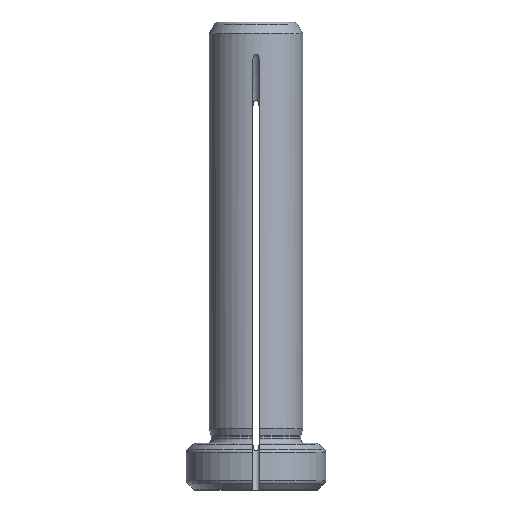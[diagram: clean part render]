
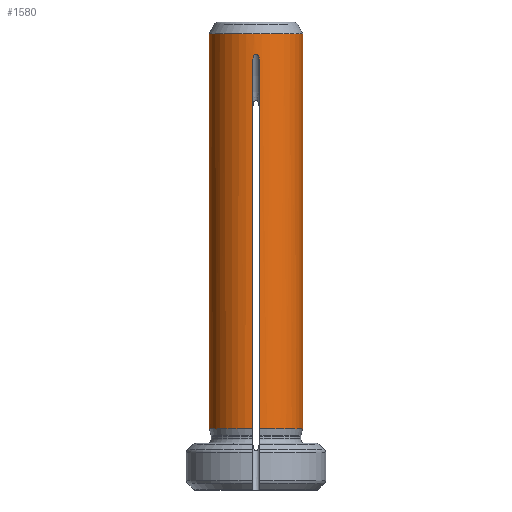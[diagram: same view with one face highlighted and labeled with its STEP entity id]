
A CAD part, front view. The second image highlights one B-rep face of the part: STEP entity #1580.
In plain terms, the highlighted cylindrical face has radius 2.999 mm (diameter 5.997 mm), a full revolution.
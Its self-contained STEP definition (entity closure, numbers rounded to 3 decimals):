
#48=LINE('',#2407,#104);
#53=LINE('',#2449,#109);
#62=LINE('',#2639,#118);
#67=LINE('',#2681,#123);
#76=LINE('',#2854,#132);
#81=LINE('',#2896,#137);
#90=LINE('',#3012,#146);
#91=LINE('',#3024,#147);
#104=VECTOR('',#1877,1000.);
#109=VECTOR('',#1884,1000.);
#118=VECTOR('',#1969,1000.);
#123=VECTOR('',#1976,1000.);
#132=VECTOR('',#2061,1000.);
#137=VECTOR('',#2068,1000.);
#146=VECTOR('',#2135,1000.);
#147=VECTOR('',#2136,1000.);
#159=CYLINDRICAL_SURFACE('',#1755,2.999);
#221=B_SPLINE_CURVE_WITH_KNOTS('',3,(#2370,#2371,#2372,#2373,#2374,#2375,
#2376,#2377,#2378),.UNSPECIFIED.,.F.,.F.,(4,1,1,1,1,1,4),(0.,0.,
0.,0.001,0.001,0.001,
0.001),.UNSPECIFIED.);
#251=B_SPLINE_CURVE_WITH_KNOTS('',3,(#2602,#2603,#2604,#2605,#2606,#2607,
#2608,#2609,#2610),.UNSPECIFIED.,.F.,.F.,(4,1,1,1,1,1,4),(0.,0.,
0.,0.001,0.001,0.001,
0.001),.UNSPECIFIED.);
#277=B_SPLINE_CURVE_WITH_KNOTS('',3,(#2817,#2818,#2819,#2820,#2821,#2822,
#2823,#2824,#2825),.UNSPECIFIED.,.F.,.F.,(4,1,1,1,1,1,4),(0.,0.,
0.,0.001,0.001,0.001,
0.001),.UNSPECIFIED.);
#300=B_SPLINE_CURVE_WITH_KNOTS('',3,(#3014,#3015,#3016,#3017,#3018,#3019,
#3020,#3021,#3022),.UNSPECIFIED.,.F.,.F.,(4,1,1,1,1,1,4),(0.,0.,
0.,0.001,0.001,0.001,
0.001),.UNSPECIFIED.);
#704=ORIENTED_EDGE('',*,*,#1028,.T.);
#705=ORIENTED_EDGE('',*,*,#879,.T.);
#706=ORIENTED_EDGE('',*,*,#859,.T.);
#707=ORIENTED_EDGE('',*,*,#851,.T.);
#708=ORIENTED_EDGE('',*,*,#871,.F.);
#709=ORIENTED_EDGE('',*,*,#798,.T.);
#710=ORIENTED_EDGE('',*,*,#1029,.T.);
#711=ORIENTED_EDGE('',*,*,#1030,.T.);
#712=ORIENTED_EDGE('',*,*,#1031,.F.);
#713=ORIENTED_EDGE('',*,*,#999,.T.);
#714=ORIENTED_EDGE('',*,*,#983,.T.);
#715=ORIENTED_EDGE('',*,*,#975,.T.);
#716=ORIENTED_EDGE('',*,*,#995,.F.);
#717=ORIENTED_EDGE('',*,*,#939,.T.);
#718=ORIENTED_EDGE('',*,*,#923,.T.);
#719=ORIENTED_EDGE('',*,*,#915,.T.);
#720=ORIENTED_EDGE('',*,*,#935,.F.);
#798=EDGE_CURVE('',#1046,#1045,#1211,.T.);
#851=EDGE_CURVE('',#1092,#1091,#221,.T.);
#859=EDGE_CURVE('',#1097,#1092,#48,.T.);
#871=EDGE_CURVE('',#1046,#1091,#53,.T.);
#879=EDGE_CURVE('',#1107,#1097,#1238,.T.);
#915=EDGE_CURVE('',#1133,#1132,#251,.T.);
#923=EDGE_CURVE('',#1138,#1133,#62,.T.);
#935=EDGE_CURVE('',#1107,#1132,#67,.T.);
#939=EDGE_CURVE('',#1147,#1138,#1258,.T.);
#975=EDGE_CURVE('',#1173,#1172,#277,.T.);
#983=EDGE_CURVE('',#1178,#1173,#76,.T.);
#995=EDGE_CURVE('',#1147,#1172,#81,.T.);
#999=EDGE_CURVE('',#1187,#1178,#1278,.T.);
#1028=EDGE_CURVE('',#1201,#1201,#1288,.T.);
#1029=EDGE_CURVE('',#1045,#1202,#90,.T.);
#1030=EDGE_CURVE('',#1202,#1203,#300,.T.);
#1031=EDGE_CURVE('',#1187,#1203,#91,.T.);
#1045=VERTEX_POINT('',#2184);
#1046=VERTEX_POINT('',#2186);
#1091=VERTEX_POINT('',#2369);
#1092=VERTEX_POINT('',#2379);
#1097=VERTEX_POINT('',#2408);
#1107=VERTEX_POINT('',#2473);
#1132=VERTEX_POINT('',#2601);
#1133=VERTEX_POINT('',#2611);
#1138=VERTEX_POINT('',#2640);
#1147=VERTEX_POINT('',#2688);
#1172=VERTEX_POINT('',#2816);
#1173=VERTEX_POINT('',#2826);
#1178=VERTEX_POINT('',#2855);
#1187=VERTEX_POINT('',#2903);
#1201=VERTEX_POINT('',#3011);
#1202=VERTEX_POINT('',#3013);
#1203=VERTEX_POINT('',#3023);
#1211=CIRCLE('',#1606,2.999);
#1238=CIRCLE('',#1652,2.999);
#1258=CIRCLE('',#1691,2.999);
#1278=CIRCLE('',#1730,2.999);
#1288=CIRCLE('',#1756,2.999);
#1375=EDGE_LOOP('',(#704));
#1376=EDGE_LOOP('',(#705,#706,#707,#708,#709,#710,#711,#712,#713,#714,#715,
#716,#717,#718,#719,#720));
#1471=FACE_BOUND('',#1375,.T.);
#1472=FACE_BOUND('',#1376,.T.);
#1580=ADVANCED_FACE('',(#1471,#1472),#159,.T.);
#1606=AXIS2_PLACEMENT_3D('',#2185,#1781,#1782);
#1652=AXIS2_PLACEMENT_3D('',#2472,#1891,#1892);
#1691=AXIS2_PLACEMENT_3D('',#2687,#1983,#1984);
#1730=AXIS2_PLACEMENT_3D('',#2902,#2075,#2076);
#1755=AXIS2_PLACEMENT_3D('',#3009,#2131,#2132);
#1756=AXIS2_PLACEMENT_3D('',#3010,#2133,#2134);
#1781=DIRECTION('',(0.,0.,1.));
#1782=DIRECTION('',(1.,0.,0.));
#1877=DIRECTION('',(0.,0.,1.));
#1884=DIRECTION('',(0.,0.,1.));
#1891=DIRECTION('',(0.,0.,1.));
#1892=DIRECTION('',(1.,0.,0.));
#1969=DIRECTION('',(0.,0.,1.));
#1976=DIRECTION('',(0.,0.,1.));
#1983=DIRECTION('',(0.,0.,1.));
#1984=DIRECTION('',(1.,0.,0.));
#2061=DIRECTION('',(0.,0.,1.));
#2068=DIRECTION('',(0.,0.,1.));
#2075=DIRECTION('',(0.,0.,1.));
#2076=DIRECTION('',(1.,0.,0.));
#2131=DIRECTION('',(0.,0.,1.));
#2132=DIRECTION('',(1.,0.,0.));
#2133=DIRECTION('',(0.,0.,-1.));
#2134=DIRECTION('',(-1.,0.,0.));
#2135=DIRECTION('',(0.,0.,1.));
#2136=DIRECTION('',(0.,0.,1.));
#2184=CARTESIAN_POINT('',(2.99,-0.225,0.936));
#2185=CARTESIAN_POINT('',(0.,0.,0.936));
#2186=CARTESIAN_POINT('',(0.225,-2.99,0.936));
#2369=CARTESIAN_POINT('',(0.225,-2.99,24.486));
#2370=CARTESIAN_POINT('',(-0.225,-2.99,24.486));
#2371=CARTESIAN_POINT('',(-0.225,-2.99,24.577));
#2372=CARTESIAN_POINT('',(-0.204,-2.992,24.713));
#2373=CARTESIAN_POINT('',(-0.127,-2.997,24.876));
#2374=CARTESIAN_POINT('',(0.,-3.,24.964));
#2375=CARTESIAN_POINT('',(0.127,-2.997,24.876));
#2376=CARTESIAN_POINT('',(0.204,-2.992,24.712));
#2377=CARTESIAN_POINT('',(0.225,-2.99,24.577));
#2378=CARTESIAN_POINT('',(0.225,-2.99,24.486));
#2379=CARTESIAN_POINT('',(-0.225,-2.99,24.486));
#2407=CARTESIAN_POINT('',(-0.225,-2.99,0.));
#2408=CARTESIAN_POINT('',(-0.225,-2.99,0.936));
#2449=CARTESIAN_POINT('',(0.225,-2.99,0.));
#2472=CARTESIAN_POINT('',(0.,0.,0.936));
#2473=CARTESIAN_POINT('',(-2.99,-0.225,0.936));
#2601=CARTESIAN_POINT('',(-2.99,-0.225,24.486));
#2602=CARTESIAN_POINT('',(-2.99,0.225,24.486));
#2603=CARTESIAN_POINT('',(-2.99,0.225,24.577));
#2604=CARTESIAN_POINT('',(-2.992,0.204,24.713));
#2605=CARTESIAN_POINT('',(-2.997,0.127,24.876));
#2606=CARTESIAN_POINT('',(-3.,0.,24.964));
#2607=CARTESIAN_POINT('',(-2.997,-0.127,24.876));
#2608=CARTESIAN_POINT('',(-2.992,-0.204,24.712));
#2609=CARTESIAN_POINT('',(-2.99,-0.225,24.577));
#2610=CARTESIAN_POINT('',(-2.99,-0.225,24.486));
#2611=CARTESIAN_POINT('',(-2.99,0.225,24.486));
#2639=CARTESIAN_POINT('',(-2.99,0.225,0.));
#2640=CARTESIAN_POINT('',(-2.99,0.225,0.936));
#2681=CARTESIAN_POINT('',(-2.99,-0.225,0.));
#2687=CARTESIAN_POINT('',(0.,0.,0.936));
#2688=CARTESIAN_POINT('',(-0.225,2.99,0.936));
#2816=CARTESIAN_POINT('',(-0.225,2.99,24.486));
#2817=CARTESIAN_POINT('',(0.225,2.99,24.486));
#2818=CARTESIAN_POINT('',(0.225,2.99,24.577));
#2819=CARTESIAN_POINT('',(0.204,2.992,24.713));
#2820=CARTESIAN_POINT('',(0.127,2.997,24.876));
#2821=CARTESIAN_POINT('',(0.,3.,24.964));
#2822=CARTESIAN_POINT('',(-0.127,2.997,24.876));
#2823=CARTESIAN_POINT('',(-0.204,2.992,24.712));
#2824=CARTESIAN_POINT('',(-0.225,2.99,24.577));
#2825=CARTESIAN_POINT('',(-0.225,2.99,24.486));
#2826=CARTESIAN_POINT('',(0.225,2.99,24.486));
#2854=CARTESIAN_POINT('',(0.225,2.99,0.));
#2855=CARTESIAN_POINT('',(0.225,2.99,0.936));
#2896=CARTESIAN_POINT('',(-0.225,2.99,0.));
#2902=CARTESIAN_POINT('',(0.,0.,0.936));
#2903=CARTESIAN_POINT('',(2.99,0.225,0.936));
#3009=CARTESIAN_POINT('',(0.,0.,0.));
#3010=CARTESIAN_POINT('',(0.,0.,26.262));
#3011=CARTESIAN_POINT('',(-2.999,0.,26.262));
#3012=CARTESIAN_POINT('',(2.99,-0.225,0.));
#3013=CARTESIAN_POINT('',(2.99,-0.225,24.486));
#3014=CARTESIAN_POINT('',(2.99,-0.225,24.486));
#3015=CARTESIAN_POINT('',(2.99,-0.225,24.577));
#3016=CARTESIAN_POINT('',(2.992,-0.204,24.713));
#3017=CARTESIAN_POINT('',(2.997,-0.127,24.876));
#3018=CARTESIAN_POINT('',(3.,0.,24.964));
#3019=CARTESIAN_POINT('',(2.997,0.127,24.876));
#3020=CARTESIAN_POINT('',(2.992,0.204,24.712));
#3021=CARTESIAN_POINT('',(2.99,0.225,24.577));
#3022=CARTESIAN_POINT('',(2.99,0.225,24.486));
#3023=CARTESIAN_POINT('',(2.99,0.225,24.486));
#3024=CARTESIAN_POINT('',(2.99,0.225,0.));
